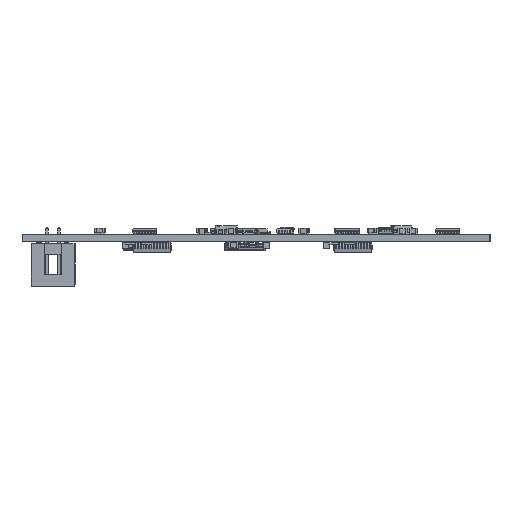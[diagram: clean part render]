
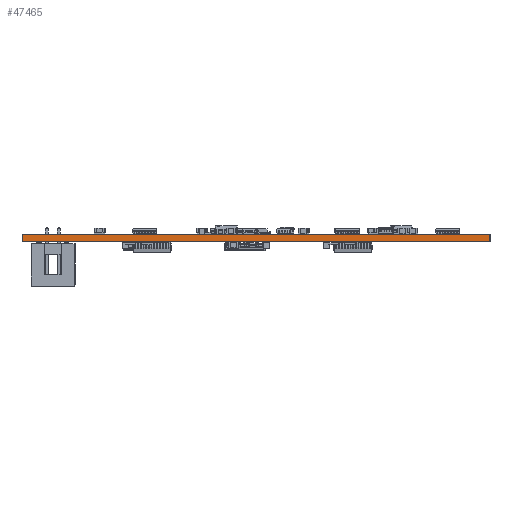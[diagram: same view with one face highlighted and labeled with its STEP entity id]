
A CAD part, left-side view. The second image highlights one B-rep face of the part: STEP entity #47465.
In plain terms, the highlighted planar face has unit normal (-1, 0, 0).
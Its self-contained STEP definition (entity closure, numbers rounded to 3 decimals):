
#47409 = VERTEX_POINT('',#47410);
#47410 = CARTESIAN_POINT('',(43.8,-141.1,1.51));
#47416 = EDGE_CURVE('',#47417,#47409,#47419,.T.);
#47417 = VERTEX_POINT('',#47418);
#47418 = CARTESIAN_POINT('',(43.8,-141.1,0.));
#47419 = LINE('',#47420,#47421);
#47420 = CARTESIAN_POINT('',(43.8,-141.1,0.));
#47421 = VECTOR('',#47422,1.);
#47422 = DIRECTION('',(0.,0.,1.));
#47465 = ADVANCED_FACE('',(#47466),#47491,.T.);
#47466 = FACE_BOUND('',#47467,.T.);
#47467 = EDGE_LOOP('',(#47468,#47469,#47477,#47485));
#47468 = ORIENTED_EDGE('',*,*,#47416,.T.);
#47469 = ORIENTED_EDGE('',*,*,#47470,.T.);
#47470 = EDGE_CURVE('',#47409,#47471,#47473,.T.);
#47471 = VERTEX_POINT('',#47472);
#47472 = CARTESIAN_POINT('',(43.8,-43.8,1.51));
#47473 = LINE('',#47474,#47475);
#47474 = CARTESIAN_POINT('',(43.8,-141.1,1.51));
#47475 = VECTOR('',#47476,1.);
#47476 = DIRECTION('',(0.,1.,0.));
#47477 = ORIENTED_EDGE('',*,*,#47478,.F.);
#47478 = EDGE_CURVE('',#47479,#47471,#47481,.T.);
#47479 = VERTEX_POINT('',#47480);
#47480 = CARTESIAN_POINT('',(43.8,-43.8,0.));
#47481 = LINE('',#47482,#47483);
#47482 = CARTESIAN_POINT('',(43.8,-43.8,0.));
#47483 = VECTOR('',#47484,1.);
#47484 = DIRECTION('',(0.,0.,1.));
#47485 = ORIENTED_EDGE('',*,*,#47486,.F.);
#47486 = EDGE_CURVE('',#47417,#47479,#47487,.T.);
#47487 = LINE('',#47488,#47489);
#47488 = CARTESIAN_POINT('',(43.8,-141.1,0.));
#47489 = VECTOR('',#47490,1.);
#47490 = DIRECTION('',(0.,1.,0.));
#47491 = PLANE('',#47492);
#47492 = AXIS2_PLACEMENT_3D('',#47493,#47494,#47495);
#47493 = CARTESIAN_POINT('',(43.8,-141.1,0.));
#47494 = DIRECTION('',(-1.,0.,0.));
#47495 = DIRECTION('',(0.,1.,0.));
